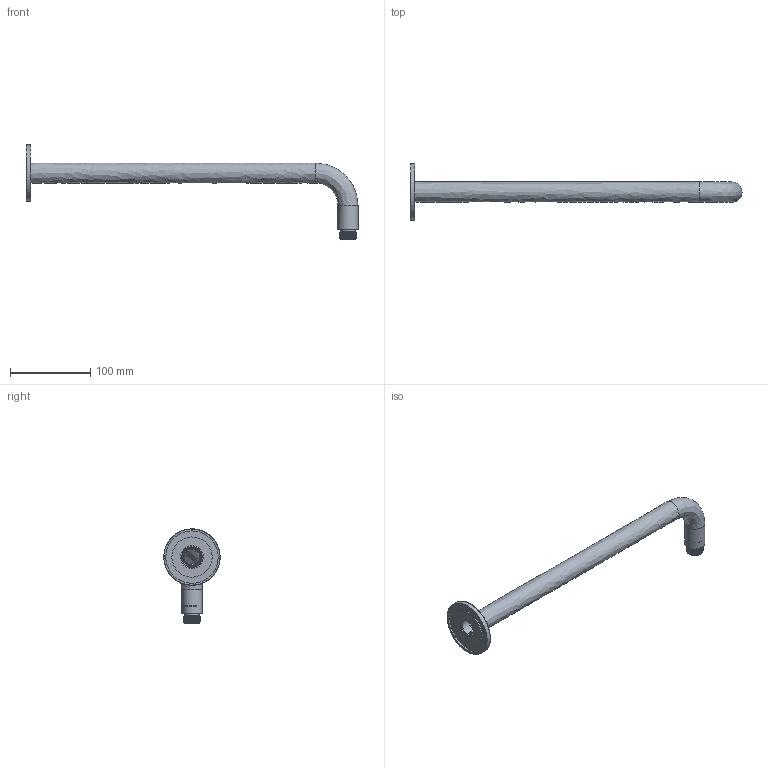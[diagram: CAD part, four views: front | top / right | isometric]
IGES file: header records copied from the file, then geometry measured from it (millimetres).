
Start section: C
Global section: file name: AR450-00Rel1.igs; native system: By Siemens PLM Incorporated; preprocessor: XPlus GENERIC/IGES 26.1.183; author: Author; organization: Title; date: 20250805.180325; units: millimetre
Bounding box: 412.5 x 70 x 117 mm (x, y, z)
Volume: 97717.6 mm3; surface area: 76021.7 mm2
Topology: 3 solids, 4 shells, 71 faces, 159 edges, 103 vertices
Faces by surface type: bspline 71
